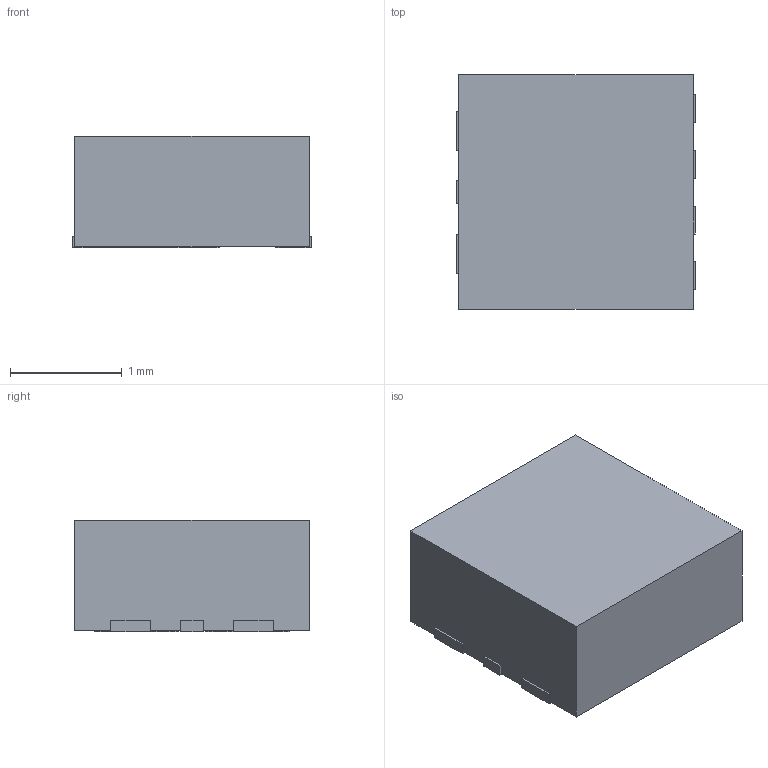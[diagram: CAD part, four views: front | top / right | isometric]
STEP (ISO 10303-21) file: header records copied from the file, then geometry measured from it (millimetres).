
FILE_DESCRIPTION(/* description */ (''),/* implementation_level */ '2;1');
FILE_NAME(/* name */ 'tps61022 v7.step',/* time_stamp */ '2023-06-24T16:15:49+02:00',/* author */ (''),/* organization */ (''),/* preprocessor_version */ 'ST-DEVELOPER v19.2',/* originating_system */ 'Autodesk Translation Framework v12.6.0.85',/* authorisation */ '');
FILE_SCHEMA (('AUTOMOTIVE_DESIGN { 1 0 10303 214 3 1 1 }'));
Length unit declared in the file: millimetre
Products named in the file (1): tps61022
Bounding box: 2.13 x 2.1 x 1 mm (x, y, z)
Volume: 4.5 mm3; surface area: 20.9 mm2
Topology: 8 solids, 8 shells, 104 faces, 264 edges, 176 vertices
Faces by surface type: plane 104
Entity records: 3101 total; most frequent: CARTESIAN_POINT 545, ORIENTED_EDGE 528, DIRECTION 474, LINE 264, VECTOR 264, EDGE_CURVE 264, VERTEX_POINT 176, AXIS2_PLACEMENT_3D 105
